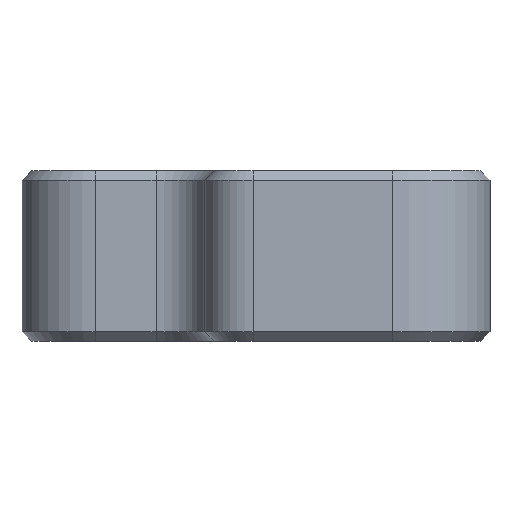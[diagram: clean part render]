
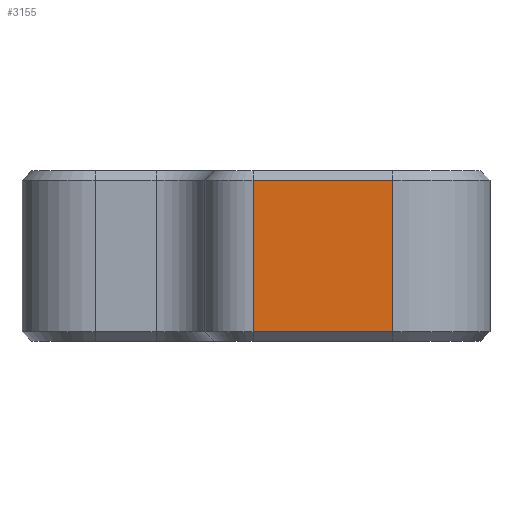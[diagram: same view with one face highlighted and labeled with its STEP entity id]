
A CAD part, front view. The second image highlights one B-rep face of the part: STEP entity #3155.
In plain terms, the highlighted planar face has unit normal (0, -1, 0).
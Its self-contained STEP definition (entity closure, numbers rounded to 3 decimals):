
#127=PLANE('',#3440);
#293=FACE_OUTER_BOUND('',#497,.T.);
#497=EDGE_LOOP('',(#2769,#2770,#2771,#2772));
#955=LINE('',#10148,#1195);
#963=LINE('',#10169,#1203);
#964=LINE('',#10173,#1204);
#965=LINE('',#10174,#1205);
#1195=VECTOR('',#4149,10.);
#1203=VECTOR('',#4171,10.);
#1204=VECTOR('',#4176,10.);
#1205=VECTOR('',#4177,10.);
#1500=VERTEX_POINT('',#10096);
#1512=VERTEX_POINT('',#10144);
#1518=VERTEX_POINT('',#10168);
#1519=VERTEX_POINT('',#10172);
#1937=EDGE_CURVE('',#1500,#1512,#955,.T.);
#1947=EDGE_CURVE('',#1512,#1518,#963,.T.);
#1949=EDGE_CURVE('',#1519,#1500,#964,.T.);
#1950=EDGE_CURVE('',#1518,#1519,#965,.T.);
#2769=ORIENTED_EDGE('',*,*,#1937,.F.);
#2770=ORIENTED_EDGE('',*,*,#1949,.F.);
#2771=ORIENTED_EDGE('',*,*,#1950,.F.);
#2772=ORIENTED_EDGE('',*,*,#1947,.F.);
#3155=ADVANCED_FACE('',(#293),#127,.T.);
#3440=AXIS2_PLACEMENT_3D('',#10171,#4174,#4175);
#4149=DIRECTION('',(-1.,0.,0.));
#4171=DIRECTION('',(0.,0.,1.));
#4174=DIRECTION('center_axis',(0.,-1.,0.));
#4175=DIRECTION('ref_axis',(1.,0.,0.));
#4176=DIRECTION('',(0.,0.,-1.));
#4177=DIRECTION('',(1.,0.,0.));
#10096=CARTESIAN_POINT('',(137.2,-473.493,268.036));
#10144=CARTESIAN_POINT('',(131.48,-473.493,268.036));
#10148=CARTESIAN_POINT('',(132.113,-473.493,268.036));
#10168=CARTESIAN_POINT('',(131.48,-473.493,274.236));
#10169=CARTESIAN_POINT('',(131.48,-473.493,274.636));
#10171=CARTESIAN_POINT('Origin',(128.92,-473.493,274.636));
#10172=CARTESIAN_POINT('',(137.2,-473.493,274.236));
#10173=CARTESIAN_POINT('',(137.2,-473.493,274.636));
#10174=CARTESIAN_POINT('',(132.113,-473.493,274.236));
